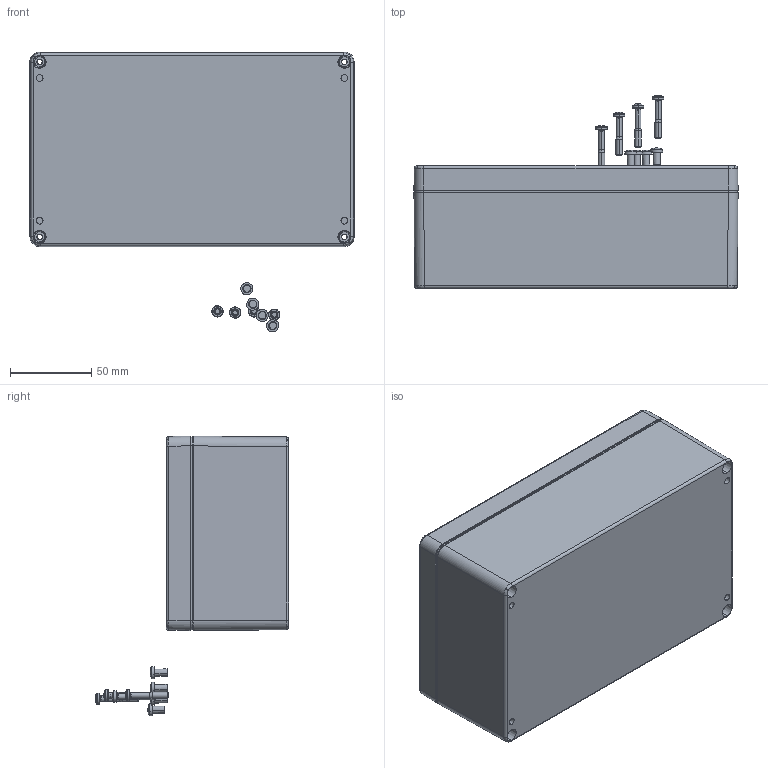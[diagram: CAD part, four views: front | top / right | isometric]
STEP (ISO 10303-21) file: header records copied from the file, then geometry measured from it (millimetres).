
FILE_DESCRIPTION (( 'STEP AP214' ), '1' );
FILE_NAME ('33122008.STEP', '2008-10-01T12:31:55', ( ' ' ), ( '' ), 'SwSTEP 2.0', 'SolidWorks 2008', '' );
FILE_SCHEMA (( 'AUTOMOTIVE_DESIGN' ));
Length unit declared in the file: millimetre
Products named in the file (9): 93214_WN1442 D4,5x7,8; 31084_Standard; 5200.009.0_Standard; 31090-Einpressbuchse_Standard; 51005_Standard; 82002_im Deckel eingebaut; 34084_Standard; 33122008
Assembly tree (17 placements, depth 3):
  33122008
    51005_Standard
      5200.009.0_Standard  x4
      93214_WN1442 D4,5x7,8  x4
    31084_Standard
      31090-Einpressbuchse_Standard  x4
      31084_Standard
    82002_im Deckel eingebaut
    34084_Standard
Bounding box: 200 x 119.28 x 172.61 mm (x, y, z)
Volume: 310508.7 mm3; surface area: 211601.2 mm2
Topology: 15 solids, 15 shells, 1584 faces, 3840 edges, 2338 vertices
Faces by surface type: plane 623, cylinder 275, bspline 244, cone 242, torus 192, sphere 8
Entity records: 43642 total; most frequent: CARTESIAN_POINT 18338, ORIENTED_EDGE 5420, DIRECTION 5022, EDGE_CURVE 2710, AXIS2_PLACEMENT_3D 1956, VERTEX_POINT 1624, EDGE_LOOP 1244, FACE_OUTER_BOUND 1158
